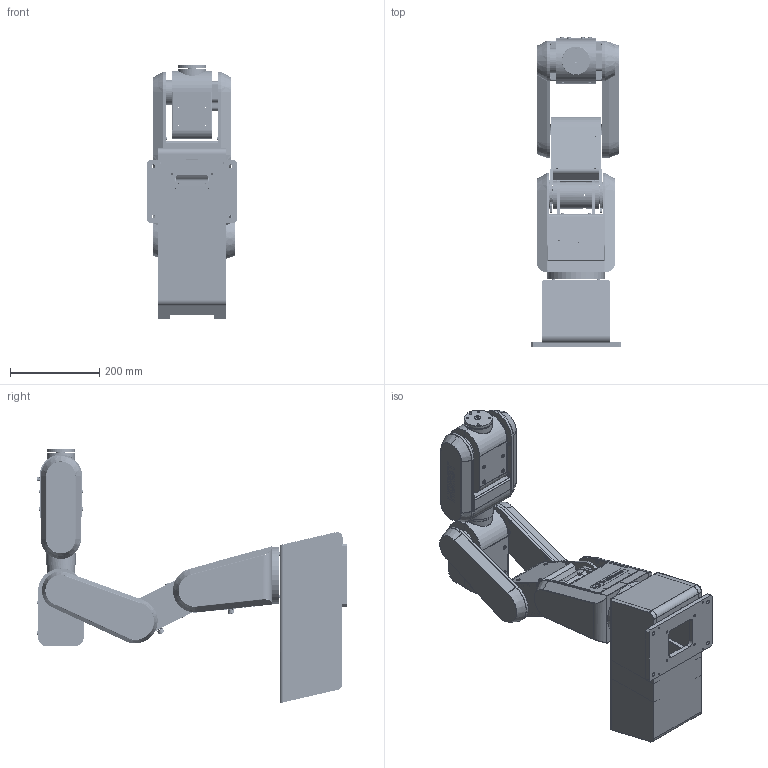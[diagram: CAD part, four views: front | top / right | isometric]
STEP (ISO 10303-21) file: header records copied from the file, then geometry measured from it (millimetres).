
FILE_DESCRIPTION (( 'STEP AP214' ), '1' );
FILE_NAME ('fru_HORST600.STEP', '2020-09-03T08:36:29', ( '' ), ( '' ), 'SwSTEP 2.0', 'SolidWorks 2017', '' );
FILE_SCHEMA (( 'AUTOMOTIVE_DESIGN' ));
Length unit declared in the file: millimetre
Products named in the file (8): P002117; P002106; P002111; P002108; P002113; fru_HORST600; P002116; P002115
Assembly tree (7 placements, depth 2):
  fru_HORST600
    P002106
    P002108
    P002111
    P002116
    P002113
    P002115
    P002117
Bounding box: 200 x 692.56 x 568.59 mm (x, y, z)
Surface area: 1574831.9 mm2 (no closed solid volume)
Topology: 0 solids, 219 shells, 2807 faces, 10693 edges, 7866 vertices
Faces by surface type: plane 1279, cylinder 1028, bspline 290, cone 203, torus 7
Entity records: 182487 total; most frequent: CARTESIAN_POINT 63541, DIRECTION 17936, ORIENTED_EDGE 16130, EDGE_CURVE 10681, VERTEX_POINT 7860, LINE 6074, VECTOR 6074, AXIS2_PLACEMENT_3D 5931
